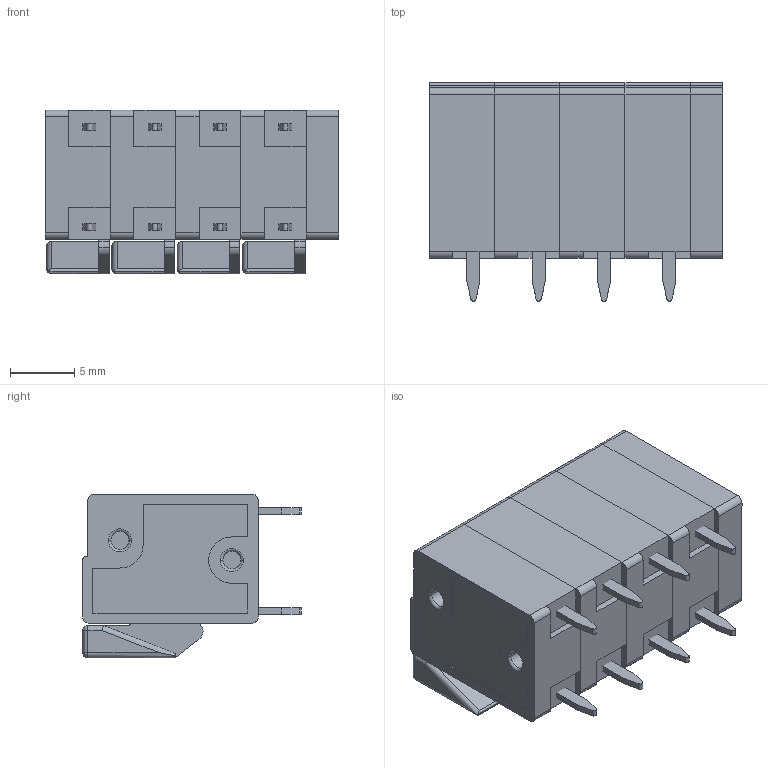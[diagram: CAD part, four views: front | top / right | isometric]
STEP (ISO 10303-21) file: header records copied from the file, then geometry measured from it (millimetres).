
FILE_DESCRIPTION (( 'STEP AP214' ), '1' );
FILE_NAME ('PCB terminal block FFKDS 5.08_4.STEP', '2022-07-19T19:38:39', ( 'M.B.I.' ), ( '' ), 'SwSTEP 2.0', '', '' );
FILE_SCHEMA (( 'AUTOMOTIVE_DESIGN' ));
Length unit declared in the file: millimetre
Products named in the file (3): PCB terminal block FFKDS 5.08_4; FFKDS 5.08; FFKDS CAP
Assembly tree (5 placements, depth 2):
  PCB terminal block FFKDS 5.08_4
    FFKDS 5.08  x4
    FFKDS CAP
Bounding box: 22.86 x 17 x 12.73 mm (x, y, z)
Volume: 2107.7 mm3; surface area: 6081.6 mm2
Topology: 13 solids, 13 shells, 876 faces, 2376 edges, 1548 vertices
Faces by surface type: plane 521, cylinder 307, torus 32, sphere 8, cone 8
Entity records: 8188 total; most frequent: CARTESIAN_POINT 1495, DIRECTION 1373, ORIENTED_EDGE 1364, EDGE_CURVE 682, VECTOR 491, LINE 491, VERTEX_POINT 447, AXIS2_PLACEMENT_3D 441
